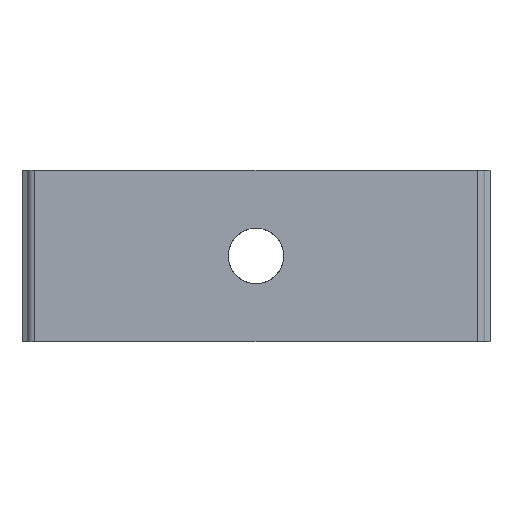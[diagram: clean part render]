
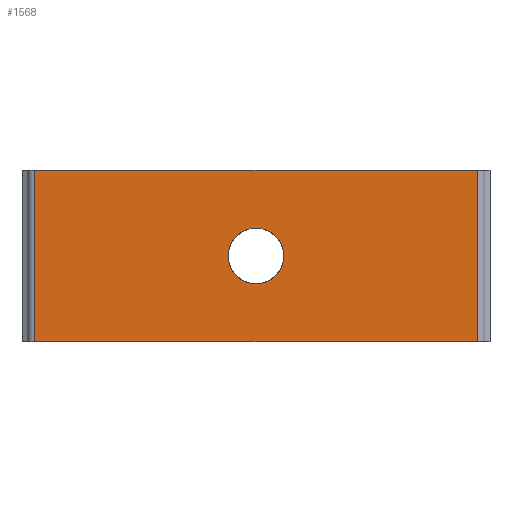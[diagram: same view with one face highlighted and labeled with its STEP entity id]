
A CAD part, front view. The second image highlights one B-rep face of the part: STEP entity #1568.
In plain terms, the highlighted planar face has unit normal (0, -1, 0).
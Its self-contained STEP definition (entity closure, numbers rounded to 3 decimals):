
#56 = VERTEX_POINT ( 'NONE', #1307 ) ;
#78 = EDGE_CURVE ( 'NONE', #2349, #1774, #2318, .T. ) ;
#166 = DIRECTION ( 'NONE',  ( 0., 0., -1. ) ) ;
#216 = ORIENTED_EDGE ( 'NONE', *, *, #2413, .T. ) ;
#221 = DIRECTION ( 'NONE',  ( 0., -1., 0. ) ) ;
#232 = CARTESIAN_POINT ( 'NONE',  ( 0., -0.6, -2.1 ) ) ;
#246 = CARTESIAN_POINT ( 'NONE',  ( -16.728, -0.6, 6.5 ) ) ;
#349 = DIRECTION ( 'NONE',  ( 1., 0., 0. ) ) ;
#387 = VERTEX_POINT ( 'NONE', #246 ) ;
#439 = DIRECTION ( 'NONE',  ( 0., 1., 0. ) ) ;
#452 = LINE ( 'NONE', #668, #720 ) ;
#468 = ORIENTED_EDGE ( 'NONE', *, *, #1536, .T. ) ;
#553 = CARTESIAN_POINT ( 'NONE',  ( 17.189, -0.6, 6.5 ) ) ;
#567 = LINE ( 'NONE', #553, #1690 ) ;
#660 = ORIENTED_EDGE ( 'NONE', *, *, #2370, .F. ) ;
#668 = CARTESIAN_POINT ( 'NONE',  ( -16.728, -0.6, 6.5 ) ) ;
#720 = VECTOR ( 'NONE', #1057, 1000. ) ;
#723 = VERTEX_POINT ( 'NONE', #1855 ) ;
#784 = DIRECTION ( 'NONE',  ( 0., 1., 0. ) ) ;
#810 = DIRECTION ( 'NONE',  ( 1., 0., 0. ) ) ;
#834 = FACE_BOUND ( 'NONE', #2395, .T. ) ;
#873 = ORIENTED_EDGE ( 'NONE', *, *, #2320, .T. ) ;
#880 = CIRCLE ( 'NONE', #1751, 2.1 ) ;
#925 = DIRECTION ( 'NONE',  ( 0., 0., -1. ) ) ;
#936 = DIRECTION ( 'NONE',  ( 0., 1., 0. ) ) ;
#1057 = DIRECTION ( 'NONE',  ( 0., 0., -1. ) ) ;
#1119 = ORIENTED_EDGE ( 'NONE', *, *, #78, .T. ) ;
#1188 = CARTESIAN_POINT ( 'NONE',  ( 0., -0.6, 0. ) ) ;
#1219 = DIRECTION ( 'NONE',  ( 0., 0., -1. ) ) ;
#1307 = CARTESIAN_POINT ( 'NONE',  ( 16.728, -0.6, -6.5 ) ) ;
#1345 = CARTESIAN_POINT ( 'NONE',  ( 0., -0.6, 0. ) ) ;
#1359 = VECTOR ( 'NONE', #349, 1000. ) ;
#1495 = ORIENTED_EDGE ( 'NONE', *, *, #2007, .T. ) ;
#1523 = LINE ( 'NONE', #1903, #2364 ) ;
#1536 = EDGE_CURVE ( 'NONE', #1774, #2495, #2418, .T. ) ;
#1560 = DIRECTION ( 'NONE',  ( 0., 0., -1. ) ) ;
#1568 = ADVANCED_FACE ( 'NONE', ( #2012, #834 ), #1611, .T. ) ;
#1611 = PLANE ( 'NONE',  #2207 ) ;
#1667 = EDGE_CURVE ( 'NONE', #387, #723, #452, .T. ) ;
#1673 = CARTESIAN_POINT ( 'NONE',  ( 17.189, -0.6, -6.5 ) ) ;
#1680 = CARTESIAN_POINT ( 'NONE',  ( 16.728, -0.6, 6.5 ) ) ;
#1688 = EDGE_LOOP ( 'NONE', ( #216, #660, #873, #2100 ) ) ;
#1689 = DIRECTION ( 'NONE',  ( -1., 0., 0. ) ) ;
#1690 = VECTOR ( 'NONE', #1689, 1000. ) ;
#1751 = AXIS2_PLACEMENT_3D ( 'NONE', #1188, #784, #1560 ) ;
#1774 = VERTEX_POINT ( 'NONE', #2481 ) ;
#1780 = AXIS2_PLACEMENT_3D ( 'NONE', #1345, #936, #166 ) ;
#1819 = VERTEX_POINT ( 'NONE', #1680 ) ;
#1855 = CARTESIAN_POINT ( 'NONE',  ( -16.728, -0.6, -6.5 ) ) ;
#1903 = CARTESIAN_POINT ( 'NONE',  ( 16.728, -0.6, 6.5 ) ) ;
#2007 = EDGE_CURVE ( 'NONE', #2495, #2349, #880, .T. ) ;
#2012 = FACE_OUTER_BOUND ( 'NONE', #1688, .T. ) ;
#2075 = AXIS2_PLACEMENT_3D ( 'NONE', #2201, #439, #1219 ) ;
#2100 = ORIENTED_EDGE ( 'NONE', *, *, #1667, .T. ) ;
#2107 = LINE ( 'NONE', #1673, #1359 ) ;
#2133 = CARTESIAN_POINT ( 'NONE',  ( 0., -0.6, 2.1 ) ) ;
#2201 = CARTESIAN_POINT ( 'NONE',  ( 0., -0.6, 0. ) ) ;
#2207 = AXIS2_PLACEMENT_3D ( 'NONE', #2414, #221, #810 ) ;
#2318 = CIRCLE ( 'NONE', #1780, 2.1 ) ;
#2320 = EDGE_CURVE ( 'NONE', #1819, #387, #567, .T. ) ;
#2349 = VERTEX_POINT ( 'NONE', #2133 ) ;
#2364 = VECTOR ( 'NONE', #925, 1000. ) ;
#2370 = EDGE_CURVE ( 'NONE', #1819, #56, #1523, .T. ) ;
#2395 = EDGE_LOOP ( 'NONE', ( #468, #1495, #1119 ) ) ;
#2413 = EDGE_CURVE ( 'NONE', #723, #56, #2107, .T. ) ;
#2414 = CARTESIAN_POINT ( 'NONE',  ( 17.189, -0.6, 6.5 ) ) ;
#2418 = CIRCLE ( 'NONE', #2075, 2.1 ) ;
#2481 = CARTESIAN_POINT ( 'NONE',  ( 2.1, -0.6, 0. ) ) ;
#2495 = VERTEX_POINT ( 'NONE', #232 ) ;
